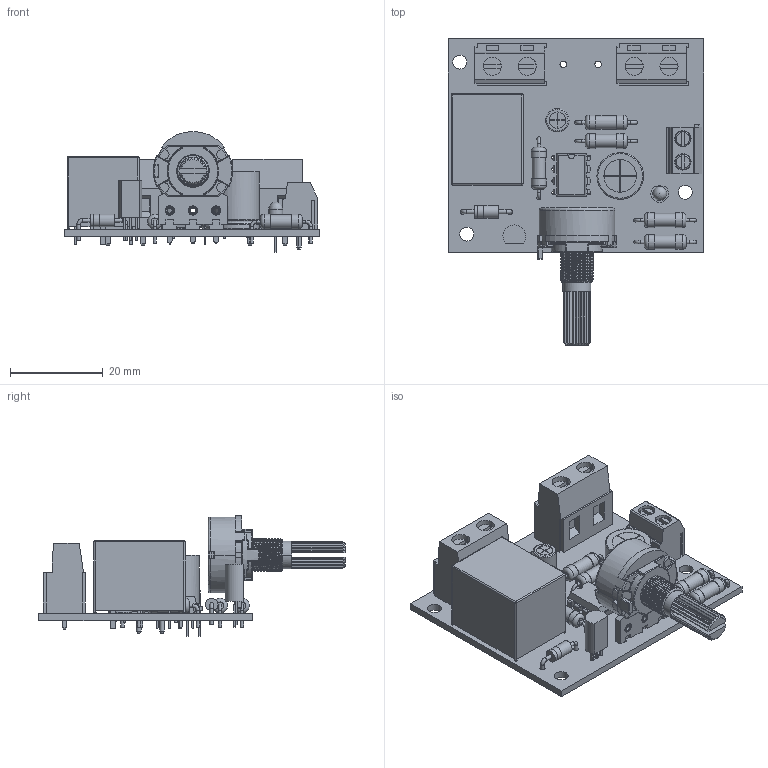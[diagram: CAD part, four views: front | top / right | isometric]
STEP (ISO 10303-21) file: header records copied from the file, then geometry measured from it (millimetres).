
FILE_DESCRIPTION(('KiCad electronic assembly'),'2;1');
FILE_NAME('NE555.step','2025-05-28T23:41:38',('Pcbnew'),('Kicad'), 'Open CASCADE STEP processor 7.8','KiCad to STEP converter','Unknown' );
FILE_SCHEMA(('AUTOMOTIVE_DESIGN { 1 0 10303 214 1 1 1 1 }'));
Length unit declared in the file: millimetre
Products named in the file (17): NE555 1; R_Axial_DIN0309_L9.0mm_D3.2mm_P12.70mm_Horizontal; LED_D3.0mm; potentiometer; PTN16_1 BUSHING; PTN16-A_1 HOUSING; PTN16_20K1_SHAFT; Relay_SPDT_SANYOU_SRD_Series_Form_C; Same_Sky_TB002-500-02BE; TB002-500-02P_Blue - S; D_DO-41_SOD81_P10.16mm_Horizontal; terminal_block; TO-92L_Inline; C_Radial_D5.0mm_H11.0mm_P2.00mm; DIP-8_W7.62mm; C_Radial_D10.0mm_H12.5mm_P5.00mm; timer_circuit_PCB
Assembly tree (21 placements, depth 3):
  NE555 1
    R_Axial_DIN0309_L9.0mm_D3.2mm_P12.70mm_Horizontal  x5
    LED_D3.0mm
    potentiometer
      PTN16_1 BUSHING
      PTN16-A_1 HOUSING
      PTN16_20K1_SHAFT
    Relay_SPDT_SANYOU_SRD_Series_Form_C
    Same_Sky_TB002-500-02BE
      TB002-500-02P_Blue - S
    D_DO-41_SOD81_P10.16mm_Horizontal
    terminal_block  x2
    TO-92L_Inline
    C_Radial_D5.0mm_H11.0mm_P2.00mm
    DIP-8_W7.62mm
    C_Radial_D10.0mm_H12.5mm_P5.00mm
    timer_circuit_PCB
Bounding box: 55 x 65.9 x 25.97 mm (x, y, z)
Volume: 15764.3 mm3; surface area: 15951.6 mm2
Topology: 28 solids, 30 shells, 1465 faces, 3763 edges, 2401 vertices
Faces by surface type: plane 811, cylinder 490, torus 83, bspline 35, sphere 32, cone 10, revolution 4
Full cylindrical faces by diameter (mm): 0.4 x2, 0.6 x2, 0.7 x20, 0.75 x3, 0.8 x26, 0.9 x2, 1 x2, 1.1 x2, 1.2 x3, 1.3 x5, 1.4 x6, 2.7 x2, 2.72 x1, 2.88 x5, 3 x4, 3.2 x10, 3.5 x3, 5 x2, 7 x3, 10 x2
Entity records: 48100 total; most frequent: CARTESIAN_POINT 12564, ORIENTED_EDGE 6902, DIRECTION 6579, EDGE_CURVE 3451, AXIS2_PLACEMENT_3D 2299, VERTEX_POINT 2219, LINE 1977, VECTOR 1977
